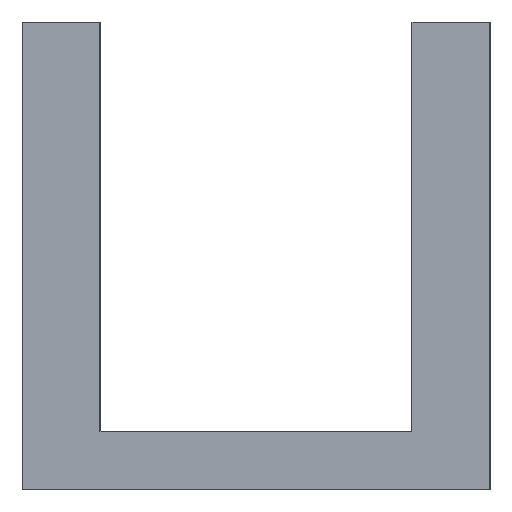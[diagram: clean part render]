
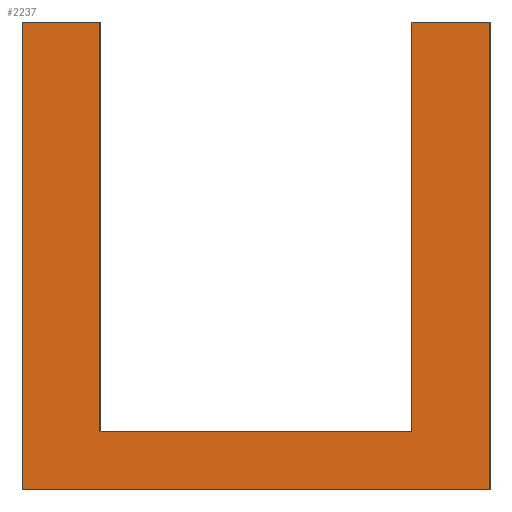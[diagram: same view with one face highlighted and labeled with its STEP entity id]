
A CAD part, left-side view. The second image highlights one B-rep face of the part: STEP entity #2237.
In plain terms, the highlighted planar face has unit normal (-1, 0, 0).
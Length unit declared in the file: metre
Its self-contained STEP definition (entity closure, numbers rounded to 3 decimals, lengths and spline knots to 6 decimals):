
#2237 = ADVANCED_FACE( '', ( #6520 ), #6521, .F. );
#6520 = FACE_OUTER_BOUND( '', #12495, .T. );
#6521 = PLANE( '', #12496 );
#12495 = EDGE_LOOP( '', ( #19779, #19780, #19781, #19782, #19783, #19784, #19785, #19786 ) );
#12496 = AXIS2_PLACEMENT_3D( '', #19787, #19788, #19789 );
#19779 = ORIENTED_EDGE( '', *, *, #25218, .T. );
#19780 = ORIENTED_EDGE( '', *, *, #26263, .F. );
#19781 = ORIENTED_EDGE( '', *, *, #26438, .T. );
#19782 = ORIENTED_EDGE( '', *, *, #24407, .F. );
#19783 = ORIENTED_EDGE( '', *, *, #26439, .F. );
#19784 = ORIENTED_EDGE( '', *, *, #26440, .T. );
#19785 = ORIENTED_EDGE( '', *, *, #26441, .T. );
#19786 = ORIENTED_EDGE( '', *, *, #25359, .T. );
#19787 = CARTESIAN_POINT( '', ( 0., 0.006, 0.006 ) );
#19788 = DIRECTION( '', ( 1., 0., 0. ) );
#19789 = DIRECTION( '', ( 0., 1., 0. ) );
#24407 = EDGE_CURVE( '', #27955, #27956, #27957, .T. );
#25218 = EDGE_CURVE( '', #29413, #29414, #29415, .T. );
#25359 = EDGE_CURVE( '', #29656, #29413, #29657, .T. );
#26263 = EDGE_CURVE( '', #31162, #29414, #31163, .T. );
#26438 = EDGE_CURVE( '', #31162, #27956, #31470, .T. );
#26439 = EDGE_CURVE( '', #31471, #27955, #31472, .T. );
#26440 = EDGE_CURVE( '', #31471, #31473, #31474, .T. );
#26441 = EDGE_CURVE( '', #31473, #29656, #31475, .T. );
#27955 = VERTEX_POINT( '', #33414 );
#27956 = VERTEX_POINT( '', #33415 );
#27957 = LINE( '', #33416, #33417 );
#29413 = VERTEX_POINT( '', #35017 );
#29414 = VERTEX_POINT( '', #35018 );
#29415 = LINE( '', #35019, #35020 );
#29656 = VERTEX_POINT( '', #35284 );
#29657 = LINE( '', #35285, #35286 );
#31162 = VERTEX_POINT( '', #36922 );
#31163 = LINE( '', #36923, #36924 );
#31470 = LINE( '', #37254, #37255 );
#31471 = VERTEX_POINT( '', #37256 );
#31472 = LINE( '', #37257, #37258 );
#31473 = VERTEX_POINT( '', #37259 );
#31474 = LINE( '', #37260, #37261 );
#31475 = LINE( '', #37262, #37263 );
#33414 = CARTESIAN_POINT( '', ( 0., 0.012, 0. ) );
#33415 = CARTESIAN_POINT( '', ( 0., 0.012, 0.012 ) );
#33416 = CARTESIAN_POINT( '', ( 0., 0.012, 0.006 ) );
#33417 = VECTOR( '', #39369, 1. );
#35017 = CARTESIAN_POINT( '', ( 0., 0.002, 0.0015 ) );
#35018 = CARTESIAN_POINT( '', ( 0., 0.01, 0.0015 ) );
#35019 = CARTESIAN_POINT( '', ( 0., 0.005245, 0.0015 ) );
#35020 = VECTOR( '', #41062, 1. );
#35284 = CARTESIAN_POINT( '', ( 0., 0.002, 0.012 ) );
#35285 = CARTESIAN_POINT( '', ( 0., 0.002, 0.007134 ) );
#35286 = VECTOR( '', #41344, 1. );
#36922 = CARTESIAN_POINT( '', ( 0., 0.01, 0.012 ) );
#36923 = CARTESIAN_POINT( '', ( 0., 0.01, 0.007134 ) );
#36924 = VECTOR( '', #43024, 1. );
#37254 = CARTESIAN_POINT( '', ( 0., 0.005695, 0.012 ) );
#37255 = VECTOR( '', #43405, 1. );
#37256 = CARTESIAN_POINT( '', ( 0., 0., 0. ) );
#37257 = CARTESIAN_POINT( '', ( 0., 0.005695, 0. ) );
#37258 = VECTOR( '', #43406, 1. );
#37259 = CARTESIAN_POINT( '', ( 0., 0., 0.012 ) );
#37260 = CARTESIAN_POINT( '', ( 0., 0., 0.006 ) );
#37261 = VECTOR( '', #43407, 1. );
#37262 = CARTESIAN_POINT( '', ( 0., 0.005695, 0.012 ) );
#37263 = VECTOR( '', #43408, 1. );
#39369 = DIRECTION( '', ( 0., 0., 1. ) );
#41062 = DIRECTION( '', ( 0., 1., 0. ) );
#41344 = DIRECTION( '', ( 0., 0., -1. ) );
#43024 = DIRECTION( '', ( 0., 0., -1. ) );
#43405 = DIRECTION( '', ( 0., 1., 0. ) );
#43406 = DIRECTION( '', ( 0., 1., 0. ) );
#43407 = DIRECTION( '', ( 0., 0., 1. ) );
#43408 = DIRECTION( '', ( 0., 1., 0. ) );
